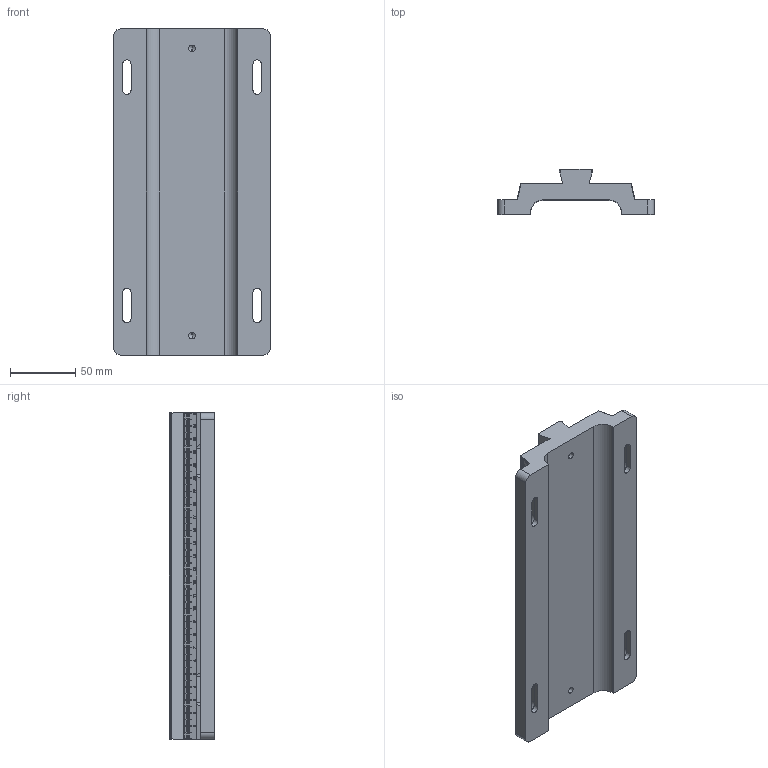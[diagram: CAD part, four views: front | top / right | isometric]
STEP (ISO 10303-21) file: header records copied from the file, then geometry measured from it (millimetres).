
FILE_DESCRIPTION (( 'STEP AP203' ), '1' );
FILE_NAME ('01OBH-1M.STEP', '2022-07-20T01:34:24', ( '' ), ( '' ), 'SwSTEP 2.0', 'SolidWorks 2021', '' );
FILE_SCHEMA (( 'CONFIG_CONTROL_DESIGN' ));
Products named in the file (1): 01OBH-1M
Bounding box: 120 x 34.5 x 250 mm (x, y, z)
Volume: 472211.3 mm3; surface area: 97036.9 mm2
Topology: 3 solids, 3 shells, 3037 faces, 8771 edges, 5844 vertices
Faces by surface type: plane 2592, bspline 400, cylinder 41, cone 4
Entity records: 120814 total; most frequent: CARTESIAN_POINT 43565, ORIENTED_EDGE 17534, DIRECTION 13297, EDGE_CURVE 8767, LINE 7877, VECTOR 7877, VERTEX_POINT 5844, EDGE_LOOP 3153
